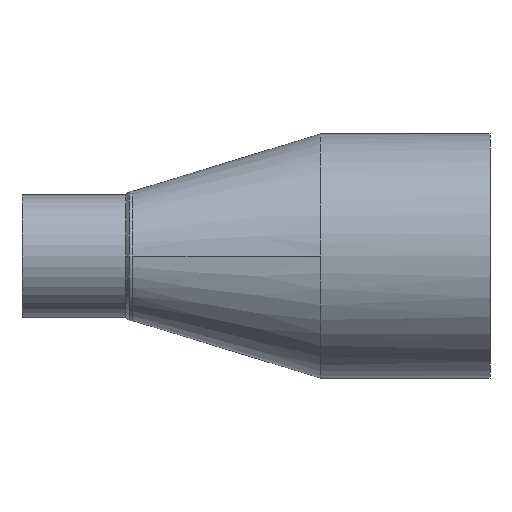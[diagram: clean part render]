
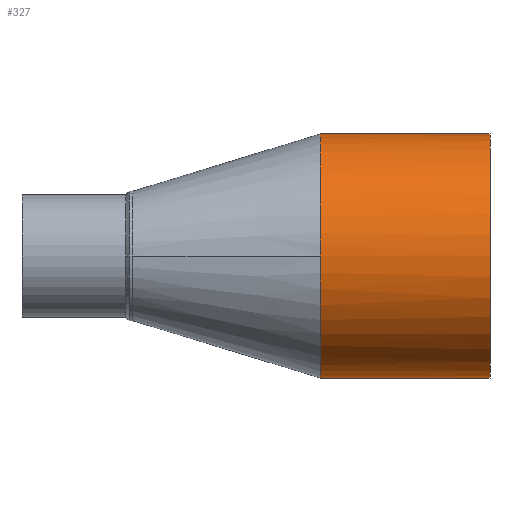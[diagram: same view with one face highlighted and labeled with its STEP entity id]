
A CAD part, front view. The second image highlights one B-rep face of the part: STEP entity #327.
In plain terms, the highlighted cylindrical face has radius 90 mm (diameter 180 mm), a partial arc.
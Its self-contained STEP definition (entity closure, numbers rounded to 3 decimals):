
#143 = VERTEX_POINT( '', #376 );
#145 = VERTEX_POINT( '', #378 );
#163 = VERTEX_POINT( '', #397 );
#185 = VERTEX_POINT( '', #423 );
#199 = EDGE_CURVE( '', #163, #185, #438, .T. );
#207 = EDGE_CURVE( '', #185, #143, #446, .T. );
#245 = EDGE_CURVE( '', #143, #145, #487, .T. );
#263 = VERTEX_POINT( '', #506 );
#277 = EDGE_CURVE( '', #145, #263, #520, .T. );
#281 = EDGE_CURVE( '', #263, #163, #524, .T. );
#327 = ADVANCED_FACE( '', ( #574 ), #575, .T. );
#376 = CARTESIAN_POINT( '', ( 220., 0., -90. ) );
#378 = CARTESIAN_POINT( '', ( 345., 0., -90. ) );
#397 = CARTESIAN_POINT( '', ( 220., 0., 90. ) );
#423 = CARTESIAN_POINT( '', ( 220., -90., 0. ) );
#438 = B_SPLINE_CURVE_WITH_KNOTS( '', 3, ( #1253, #1254, #1255, #1256, #1257, #1258, #1259, #1260, #1261, #1262, #1263 ), .UNSPECIFIED., .F., .F., ( 4, 1, 1, 1, 1, 1, 1, 1, 4 ), ( 1.571, 1.767, 1.963, 2.16, 2.356, 2.553, 2.749, 2.945, 3.142 ), .UNSPECIFIED. );
#446 = B_SPLINE_CURVE_WITH_KNOTS( '', 3, ( #1290, #1291, #1292, #1293, #1294, #1295, #1296, #1297, #1298, #1299, #1300 ), .UNSPECIFIED., .F., .F., ( 4, 1, 1, 1, 1, 1, 1, 1, 4 ), ( 3.142, 3.338, 3.534, 3.731, 3.927, 4.123, 4.32, 4.516, 4.712 ), .UNSPECIFIED. );
#487 = LINE( '', #1661, #1662 );
#506 = CARTESIAN_POINT( '', ( 345., 0., 90. ) );
#520 = CIRCLE( '', #1716, 90. );
#524 = LINE( '', #1723, #1724 );
#574 = FACE_OUTER_BOUND( '', #2132, .T. );
#575 = CYLINDRICAL_SURFACE( '', #2133, 90. );
#1253 = CARTESIAN_POINT( '', ( 220., 0., 90. ) );
#1254 = CARTESIAN_POINT( '', ( 220., -5.89, 90. ) );
#1255 = CARTESIAN_POINT( '', ( 220., -17.671, 88.84 ) );
#1256 = CARTESIAN_POINT( '', ( 220., -34.664, 83.685 ) );
#1257 = CARTESIAN_POINT( '', ( 220., -50.324, 75.315 ) );
#1258 = CARTESIAN_POINT( '', ( 220., -64.05, 64.05 ) );
#1259 = CARTESIAN_POINT( '', ( 220., -75.315, 50.324 ) );
#1260 = CARTESIAN_POINT( '', ( 220., -83.685, 34.663 ) );
#1261 = CARTESIAN_POINT( '', ( 220., -88.84, 17.671 ) );
#1262 = CARTESIAN_POINT( '', ( 220., -90., 5.89 ) );
#1263 = CARTESIAN_POINT( '', ( 220., -90., 0. ) );
#1290 = CARTESIAN_POINT( '', ( 220., -90., 0. ) );
#1291 = CARTESIAN_POINT( '', ( 220., -90., -5.89 ) );
#1292 = CARTESIAN_POINT( '', ( 220., -88.84, -17.671 ) );
#1293 = CARTESIAN_POINT( '', ( 220., -83.685, -34.664 ) );
#1294 = CARTESIAN_POINT( '', ( 220., -75.315, -50.324 ) );
#1295 = CARTESIAN_POINT( '', ( 220., -64.05, -64.05 ) );
#1296 = CARTESIAN_POINT( '', ( 220., -50.324, -75.315 ) );
#1297 = CARTESIAN_POINT( '', ( 220., -34.663, -83.685 ) );
#1298 = CARTESIAN_POINT( '', ( 220., -17.671, -88.84 ) );
#1299 = CARTESIAN_POINT( '', ( 220., -5.89, -90. ) );
#1300 = CARTESIAN_POINT( '', ( 220., 0., -90. ) );
#1661 = CARTESIAN_POINT( '', ( 220., 0., -90. ) );
#1662 = VECTOR( '', #2307, 1. );
#1716 = AXIS2_PLACEMENT_3D( '', #2333, #2334, #2335 );
#1723 = CARTESIAN_POINT( '', ( 220., 0., 90. ) );
#1724 = VECTOR( '', #2337, 1. );
#2132 = EDGE_LOOP( '', ( #2385, #2386, #2387, #2388, #2389 ) );
#2133 = AXIS2_PLACEMENT_3D( '', #2390, #2391, #2392 );
#2307 = DIRECTION( '', ( 1., 0., 0. ) );
#2333 = CARTESIAN_POINT( '', ( 345., 0., 0. ) );
#2334 = DIRECTION( '', ( -1., 0., 0. ) );
#2335 = DIRECTION( '', ( 0., 0., -1. ) );
#2337 = DIRECTION( '', ( -1., 0., 0. ) );
#2385 = ORIENTED_EDGE( '', *, *, #245, .T. );
#2386 = ORIENTED_EDGE( '', *, *, #277, .T. );
#2387 = ORIENTED_EDGE( '', *, *, #281, .T. );
#2388 = ORIENTED_EDGE( '', *, *, #199, .T. );
#2389 = ORIENTED_EDGE( '', *, *, #207, .T. );
#2390 = CARTESIAN_POINT( '', ( 220., 0., 0. ) );
#2391 = DIRECTION( '', ( -1., 0., 0. ) );
#2392 = DIRECTION( '', ( 0., 0., -1. ) );
